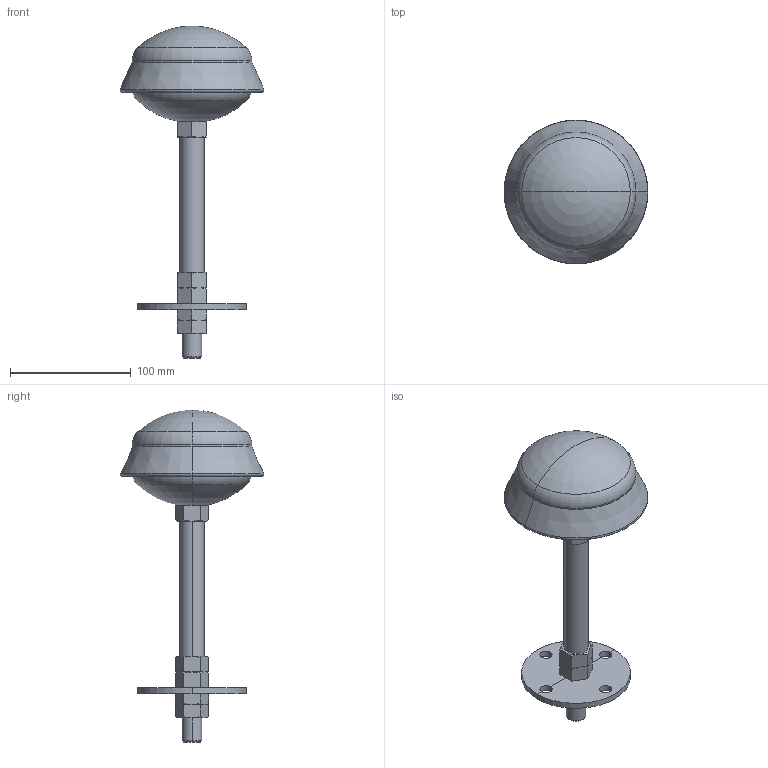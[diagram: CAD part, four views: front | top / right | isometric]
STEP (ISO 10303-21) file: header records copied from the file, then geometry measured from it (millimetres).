
FILE_DESCRIPTION (( 'STEP AP203' ), '1' );
FILE_NAME ('Baby.STEP', '2024-12-03T03:25:27', ( '' ), ( '' ), 'SwSTEP 2.0', 'SolidWorks 2024', '' );
FILE_SCHEMA (( 'CONFIG_CONTROL_DESIGN' ));
Length unit declared in the file: millimetre
Products named in the file (1): Baby
Bounding box: 119.24 x 119.24 x 275.05 mm (x, y, z)
Volume: 597801 mm3; surface area: 60706 mm2
Topology: 1 solids, 1 shells, 103 faces, 267 edges, 165 vertices
Faces by surface type: cone 40, plane 37, cylinder 16, torus 10
Entity records: 3558 total; most frequent: CARTESIAN_POINT 1062, ORIENTED_EDGE 526, DIRECTION 473, EDGE_CURVE 263, AXIS2_PLACEMENT_3D 182, VERTEX_POINT 165, EDGE_LOOP 114, LINE 109
